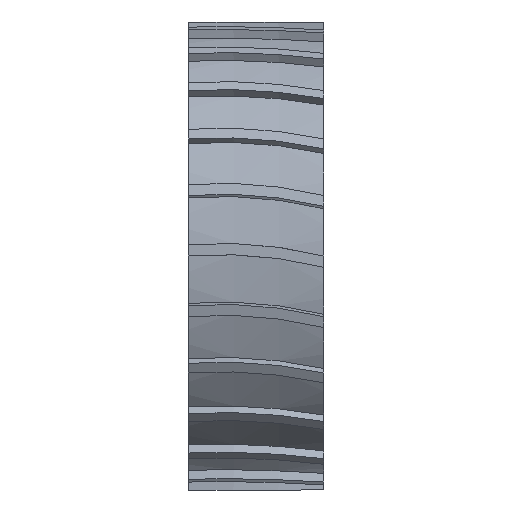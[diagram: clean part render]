
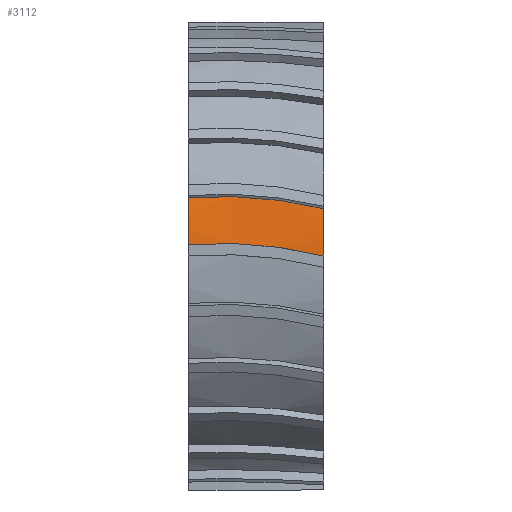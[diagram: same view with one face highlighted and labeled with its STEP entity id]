
A CAD part, left-side view. The second image highlights one B-rep face of the part: STEP entity #3112.
In plain terms, the highlighted cylindrical face has radius 100 mm (diameter 200 mm), a partial arc.
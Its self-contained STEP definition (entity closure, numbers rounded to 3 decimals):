
#65 = CARTESIAN_POINT ( 'NONE',  ( -99.858, 34.792, 5.323 ) ) ;
#79 = EDGE_CURVE ( 'NONE', #15200, #14446, #15301, .T. ) ;
#167 = CARTESIAN_POINT ( 'NONE',  ( -99.843, 42.361, 5.601 ) ) ;
#665 = DIRECTION ( 'NONE',  ( 0., 1., 0. ) ) ;
#1070 = CARTESIAN_POINT ( 'NONE',  ( -96.431, 49.925, 26.476 ) ) ;
#1519 = CARTESIAN_POINT ( 'NONE',  ( -96.878, 19.755, 24.806 ) ) ;
#1614 = CARTESIAN_POINT ( 'NONE',  ( -96.717, 24.745, 25.417 ) ) ;
#1636 = DIRECTION ( 'NONE',  ( 0., 1., 0. ) ) ;
#1682 = CARTESIAN_POINT ( 'NONE',  ( -99.875, 60., 5. ) ) ;
#1832 = CARTESIAN_POINT ( 'NONE',  ( -97.766, 0., 21.02 ) ) ;
#1955 = B_SPLINE_CURVE_WITH_KNOTS ( 'NONE', 3,
 ( #5548, #2805, #1070, #6651, #17817, #10848, #16435, #1614, #1519, #14410, #4719, #8821 ),
 .UNSPECIFIED., .F., .F.,
 ( 4, 2, 2, 2, 2, 4 ),
 ( 0., 0.015, 0.023, 0.03, 0.045, 0.061 ),
 .UNSPECIFIED. ) ;
#2088 = CYLINDRICAL_SURFACE ( 'NONE', #11829, 100. ) ;
#2506 = CARTESIAN_POINT ( 'NONE',  ( 0., 60., 0. ) ) ;
#2805 = CARTESIAN_POINT ( 'NONE',  ( -96.485, 54.964, 26.282 ) ) ;
#3112 = ADVANCED_FACE ( 'NONE', ( #15992 ), #2088, .T. ) ;
#3286 = DIRECTION ( 'NONE',  ( 0., -1., 0. ) ) ;
#3496 = EDGE_CURVE ( 'NONE', #15081, #15571, #17101, .T. ) ;
#3864 = CARTESIAN_POINT ( 'NONE',  ( -99.979, 9.835, 2.232 ) ) ;
#4719 = CARTESIAN_POINT ( 'NONE',  ( -97.511, 4.904, 22.204 ) ) ;
#5029 = CARTESIAN_POINT ( 'NONE',  ( -96.593, 60., 25.882 ) ) ;
#5548 = CARTESIAN_POINT ( 'NONE',  ( -96.593, 60., 25.882 ) ) ;
#5849 = DIRECTION ( 'NONE',  ( 0., 0., 1. ) ) ;
#6651 = CARTESIAN_POINT ( 'NONE',  ( -96.435, 42.361, 26.462 ) ) ;
#6697 = CARTESIAN_POINT ( 'NONE',  ( -99.875, 60., 5. ) ) ;
#6812 = ORIENTED_EDGE ( 'NONE', *, *, #3496, .F. ) ;
#7692 = ORIENTED_EDGE ( 'NONE', *, *, #11472, .T. ) ;
#8344 = ORIENTED_EDGE ( 'NONE', *, *, #79, .T. ) ;
#8821 = CARTESIAN_POINT ( 'NONE',  ( -97.766, 0., 21.02 ) ) ;
#9167 = AXIS2_PLACEMENT_3D ( 'NONE', #14164, #1636, #5849 ) ;
#9282 = ORIENTED_EDGE ( 'NONE', *, *, #10755, .F. ) ;
#10719 = CARTESIAN_POINT ( 'NONE',  ( -99.846, 39.839, 5.543 ) ) ;
#10755 = EDGE_CURVE ( 'NONE', #15571, #14446, #1955, .T. ) ;
#10848 = CARTESIAN_POINT ( 'NONE',  ( -96.509, 34.792, 26.193 ) ) ;
#10894 = CARTESIAN_POINT ( 'NONE',  ( -99.854, 54.964, 5.414 ) ) ;
#11472 = EDGE_CURVE ( 'NONE', #15081, #15200, #17629, .T. ) ;
#11829 = AXIS2_PLACEMENT_3D ( 'NONE', #16175, #3286, #11878 ) ;
#11878 = DIRECTION ( 'NONE',  ( 0., 0., -1. ) ) ;
#11999 = CARTESIAN_POINT ( 'NONE',  ( -100., 0., 0. ) ) ;
#12098 = DIRECTION ( 'NONE',  ( 0., 0., 1. ) ) ;
#12270 = CARTESIAN_POINT ( 'NONE',  ( -99.899, 24.745, 4.519 ) ) ;
#14164 = CARTESIAN_POINT ( 'NONE',  ( 0., 0., 0. ) ) ;
#14410 = CARTESIAN_POINT ( 'NONE',  ( -97.275, 9.835, 23.199 ) ) ;
#14446 = VERTEX_POINT ( 'NONE', #1832 ) ;
#14925 = CARTESIAN_POINT ( 'NONE',  ( -99.867, 32.274, 5.16 ) ) ;
#15020 = CARTESIAN_POINT ( 'NONE',  ( -99.842, 49.925, 5.615 ) ) ;
#15033 = EDGE_LOOP ( 'NONE', ( #9282, #6812, #7692, #8344 ) ) ;
#15081 = VERTEX_POINT ( 'NONE', #1682 ) ;
#15200 = VERTEX_POINT ( 'NONE', #11999 ) ;
#15301 = CIRCLE ( 'NONE', #9167, 100. ) ;
#15541 = CARTESIAN_POINT ( 'NONE',  ( -100., 0., 0. ) ) ;
#15571 = VERTEX_POINT ( 'NONE', #5029 ) ;
#15992 = FACE_OUTER_BOUND ( 'NONE', #15033, .T. ) ;
#16175 = CARTESIAN_POINT ( 'NONE',  ( 0., 60., 0. ) ) ;
#16435 = CARTESIAN_POINT ( 'NONE',  ( -96.551, 32.274, 26.036 ) ) ;
#17101 = CIRCLE ( 'NONE', #17928, 100. ) ;
#17629 = B_SPLINE_CURVE_WITH_KNOTS ( 'NONE', 3,
 ( #6697, #10894, #15020, #167, #10719, #65, #14925, #12270, #17769, #3864, #17853, #15541 ),
 .UNSPECIFIED., .F., .F.,
 ( 4, 2, 2, 2, 2, 4 ),
 ( 0., 0.015, 0.023, 0.03, 0.045, 0.061 ),
 .UNSPECIFIED. ) ;
#17769 = CARTESIAN_POINT ( 'NONE',  ( -99.928, 19.756, 3.887 ) ) ;
#17817 = CARTESIAN_POINT ( 'NONE',  ( -96.451, 39.839, 26.406 ) ) ;
#17853 = CARTESIAN_POINT ( 'NONE',  ( -100., 4.904, 1.209 ) ) ;
#17928 = AXIS2_PLACEMENT_3D ( 'NONE', #2506, #665, #12098 ) ;
